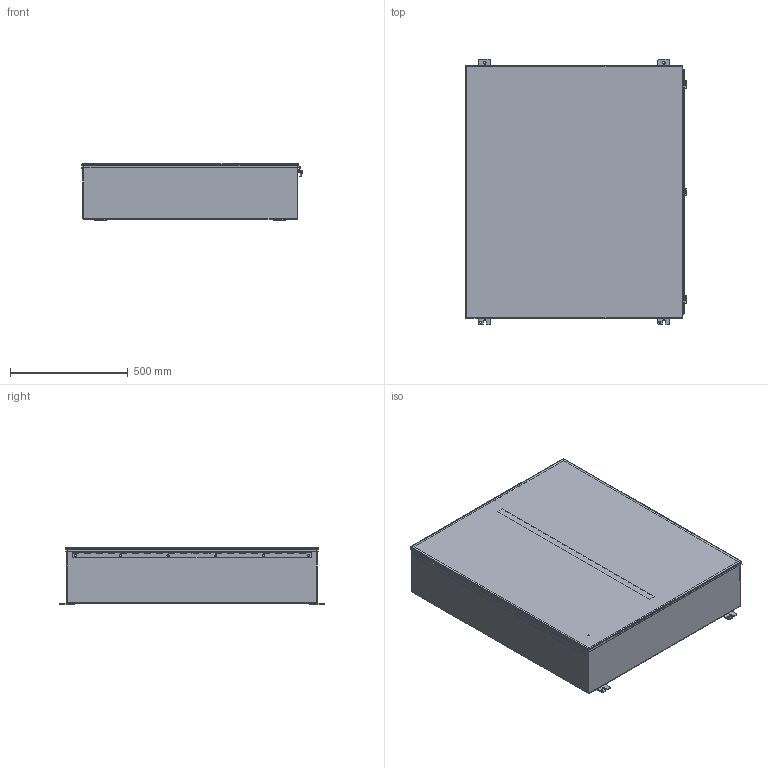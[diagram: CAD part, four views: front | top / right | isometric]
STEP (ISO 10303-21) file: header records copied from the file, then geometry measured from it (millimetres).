
FILE_DESCRIPTION(/* description */ ('JIC,CH,OIL-TIGHT,CS,42X36X9'),/* implementation_level */ '2;1');
FILE_NAME(/* name */ 'B423609CH.stp',/* time_stamp */ '2021-10-13T09:53:12-05:00',/* author */ ('berthabarrera'),/* organization */ (''),/* preprocessor_version */ 'ST-DEVELOPER v18.1',/* originating_system */ 'Autodesk Inventor 2020',/* authorisation */ '');
FILE_SCHEMA (('AUTOMOTIVE_DESIGN { 1 0 10303 214 3 1 1 }'));
Length unit declared in the file: inch
Products named in the file (15): B423609CH; B423609CHBKP; B4236CHLID; H6010104; H6010104T; H6010104L; H6010104 P; 34840; 38846; 30822; C1002; 372134; 3889; 38622; B_4236_FIP
Assembly tree (31 placements, depth 3):
  B423609CH
    B423609CHBKP
    B4236CHLID
    H6010104
      H6010104T
      H6010104L
      H6010104 P
    34840  x4
    38846
    3889  x8
    30822  x3
    372134  x3
    C1002  x3
    38622  x2
    B_4236_FIP
Bounding box: 941.74 x 1130.43 x 238.94 mm (x, y, z)
Volume: 6123235.3 mm3; surface area: 6406475.8 mm2
Topology: 30 solids, 30 shells, 955 faces, 2254 edges, 1423 vertices
Faces by surface type: plane 584, cylinder 279, cone 36, torus 26, bspline 24, sphere 6
Full cylindrical faces by diameter (mm): 2.794 x12, 3.048 x1, 4.978 x3, 6.35 x4, 7.95 x4, 8.382 x16, 8.56 x1, 8.738 x3, 9.525 x6, 10.402 x3, 11.125 x4, 15.875 x8
Entity records: 21843 total; most frequent: CARTESIAN_POINT 4198, DIRECTION 3513, ORIENTED_EDGE 3326, EDGE_CURVE 1663, AXIS2_PLACEMENT_3D 1175, LINE 1163, VECTOR 1163, VERTEX_POINT 1026
